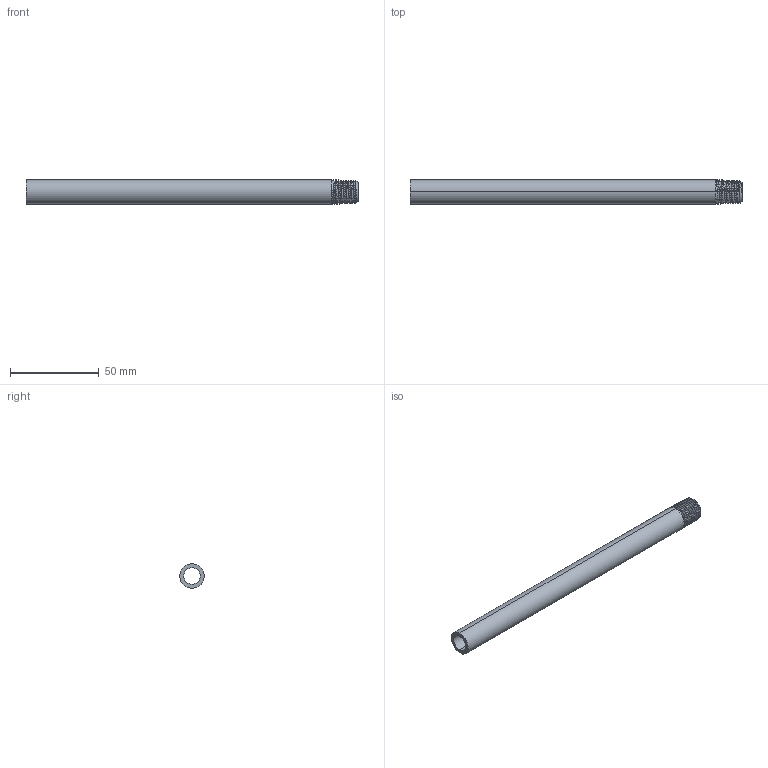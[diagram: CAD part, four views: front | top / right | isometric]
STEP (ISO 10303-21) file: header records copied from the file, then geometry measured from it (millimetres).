
FILE_DESCRIPTION (( 'STEP AP214' ), '1' );
FILE_NAME ('Threaded Pipe (9110T71).step', '2023-01-06T00:25:28', ( '' ), ( '' ), 'SwSTEP 2.0', 'SolidWorks 2019', '' );
FILE_SCHEMA (( 'AUTOMOTIVE_DESIGN' ));
Length unit declared in the file: inch
Products named in the file (1): Threaded Pipe (9110T71)
Bounding box: 187.32 x 13.72 x 13.72 mm (x, y, z)
Volume: 14768.2 mm3; surface area: 13937.2 mm2
Topology: 1 solids, 1 shells, 36 faces, 100 edges, 66 vertices
Faces by surface type: cone 27, cylinder 4, bspline 3, plane 2
Entity records: 4880 total; most frequent: CARTESIAN_POINT 4023, ORIENTED_EDGE 200, DIRECTION 123, EDGE_CURVE 100, VERTEX_POINT 66, B_SPLINE_CURVE_WITH_KNOTS 58, AXIS2_PLACEMENT_3D 47, EDGE_LOOP 38
